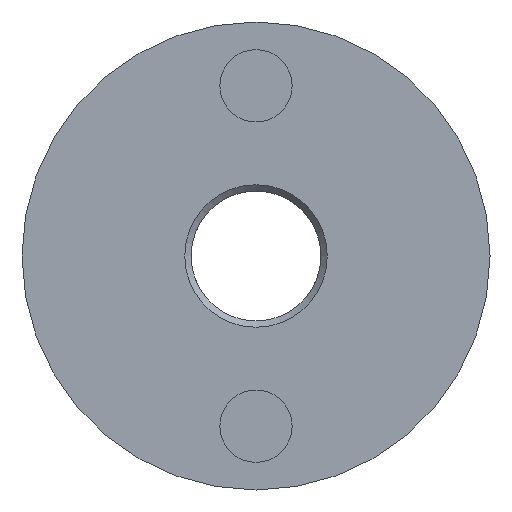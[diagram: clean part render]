
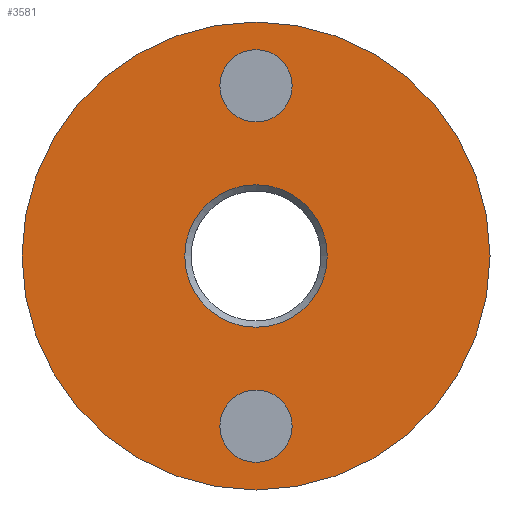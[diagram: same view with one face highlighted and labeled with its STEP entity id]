
A CAD part, left-side view. The second image highlights one B-rep face of the part: STEP entity #3581.
In plain terms, the highlighted planar face has unit normal (-1, 0, 0).
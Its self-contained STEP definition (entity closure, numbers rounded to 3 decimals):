
#85 = CARTESIAN_POINT ( 'NONE',  ( -1.6, 0., 0. ) ) ;
#113 = CIRCLE ( 'NONE', #3309, 11. ) ;
#180 = VERTEX_POINT ( 'NONE', #1557 ) ;
#211 = CARTESIAN_POINT ( 'NONE',  ( -1.6, 0., 6.3 ) ) ;
#239 = CARTESIAN_POINT ( 'NONE',  ( -1.6, 0., -9.7 ) ) ;
#551 = DIRECTION ( 'NONE',  ( 0., 0., -1. ) ) ;
#681 = CARTESIAN_POINT ( 'NONE',  ( -1.6, 0., 0. ) ) ;
#783 = CIRCLE ( 'NONE', #970, 1.7 ) ;
#970 = AXIS2_PLACEMENT_3D ( 'NONE', #4376, #4727, #2949 ) ;
#1121 = FACE_BOUND ( 'NONE', #5214, .T. ) ;
#1266 = DIRECTION ( 'NONE',  ( 0., 0., -1. ) ) ;
#1557 = CARTESIAN_POINT ( 'NONE',  ( -1.6, 0., -11. ) ) ;
#1864 = DIRECTION ( 'NONE',  ( 1., 0., 0. ) ) ;
#2017 = DIRECTION ( 'NONE',  ( 1., 0., 0. ) ) ;
#2124 = ORIENTED_EDGE ( 'NONE', *, *, #4409, .T. ) ;
#2480 = VERTEX_POINT ( 'NONE', #211 ) ;
#2673 = CARTESIAN_POINT ( 'NONE',  ( -1.6, 0., -8. ) ) ;
#2789 = ORIENTED_EDGE ( 'NONE', *, *, #3038, .T. ) ;
#2826 = AXIS2_PLACEMENT_3D ( 'NONE', #4776, #3954, #1266 ) ;
#2910 = PLANE ( 'NONE',  #3404 ) ;
#2949 = DIRECTION ( 'NONE',  ( 0., 0., -1. ) ) ;
#3038 = EDGE_CURVE ( 'NONE', #3857, #3857, #3318, .T. ) ;
#3284 = FACE_BOUND ( 'NONE', #3354, .T. ) ;
#3309 = AXIS2_PLACEMENT_3D ( 'NONE', #85, #1864, #551 ) ;
#3318 = CIRCLE ( 'NONE', #4077, 1.7 ) ;
#3354 = EDGE_LOOP ( 'NONE', ( #2124 ) ) ;
#3385 = EDGE_CURVE ( 'NONE', #180, #180, #113, .T. ) ;
#3404 = AXIS2_PLACEMENT_3D ( 'NONE', #681, #2017, #3835 ) ;
#3521 = ORIENTED_EDGE ( 'NONE', *, *, #3385, .F. ) ;
#3538 = ORIENTED_EDGE ( 'NONE', *, *, #3657, .T. ) ;
#3581 = ADVANCED_FACE ( 'NONE', ( #3284, #5151, #1121, #5444 ), #2910, .F. ) ;
#3657 = EDGE_CURVE ( 'NONE', #5639, #5639, #4621, .T. ) ;
#3806 = CARTESIAN_POINT ( 'NONE',  ( -1.6, 0., -3.35 ) ) ;
#3835 = DIRECTION ( 'NONE',  ( 0., 0., -1. ) ) ;
#3857 = VERTEX_POINT ( 'NONE', #239 ) ;
#3954 = DIRECTION ( 'NONE',  ( 1., 0., 0. ) ) ;
#4077 = AXIS2_PLACEMENT_3D ( 'NONE', #2673, #4920, #5344 ) ;
#4376 = CARTESIAN_POINT ( 'NONE',  ( -1.6, 0., 8. ) ) ;
#4409 = EDGE_CURVE ( 'NONE', #2480, #2480, #783, .T. ) ;
#4621 = CIRCLE ( 'NONE', #2826, 3.35 ) ;
#4727 = DIRECTION ( 'NONE',  ( 1., 0., 0. ) ) ;
#4776 = CARTESIAN_POINT ( 'NONE',  ( -1.6, 0., 0. ) ) ;
#4920 = DIRECTION ( 'NONE',  ( 1., 0., 0. ) ) ;
#5018 = EDGE_LOOP ( 'NONE', ( #3521 ) ) ;
#5151 = FACE_BOUND ( 'NONE', #5460, .T. ) ;
#5214 = EDGE_LOOP ( 'NONE', ( #3538 ) ) ;
#5344 = DIRECTION ( 'NONE',  ( 0., 0., -1. ) ) ;
#5444 = FACE_OUTER_BOUND ( 'NONE', #5018, .T. ) ;
#5460 = EDGE_LOOP ( 'NONE', ( #2789 ) ) ;
#5639 = VERTEX_POINT ( 'NONE', #3806 ) ;
